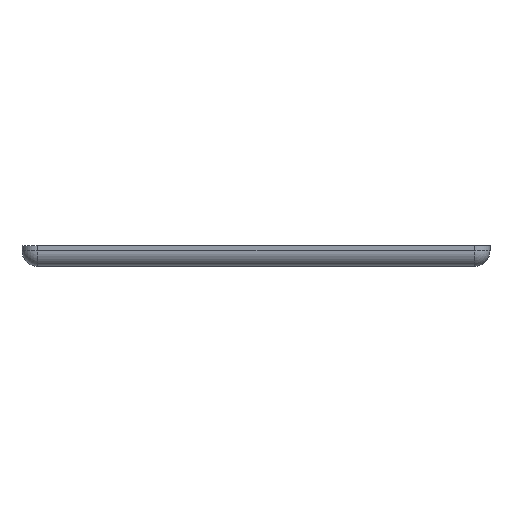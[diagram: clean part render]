
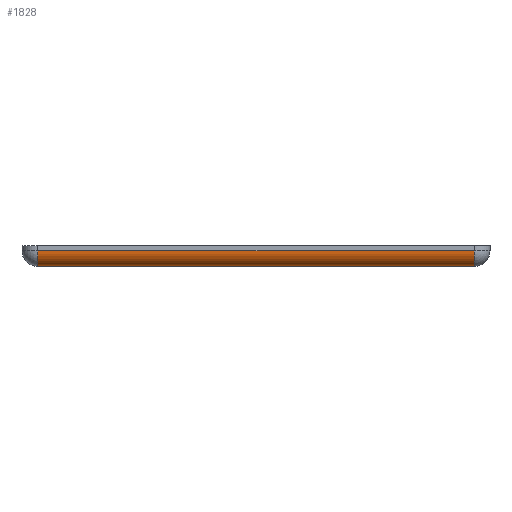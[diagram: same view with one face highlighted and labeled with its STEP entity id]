
A CAD part, left-side view. The second image highlights one B-rep face of the part: STEP entity #1828.
In plain terms, the highlighted cylindrical face has radius 1.5 mm (diameter 3 mm), a partial arc.
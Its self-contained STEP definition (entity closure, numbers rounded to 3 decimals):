
#300 = PLANE('',#301);
#301 = AXIS2_PLACEMENT_3D('',#302,#303,#304);
#302 = CARTESIAN_POINT('',(-39.75,-29.15,-14.));
#303 = DIRECTION('',(1.,0.,0.));
#304 = DIRECTION('',(0.,1.,0.));
#671 = VERTEX_POINT('',#672);
#672 = CARTESIAN_POINT('',(-39.75,-27.65,-14.5));
#708 = SPHERICAL_SURFACE('',#709,1.5);
#709 = AXIS2_PLACEMENT_3D('',#710,#711,#712);
#710 = CARTESIAN_POINT('',(-38.25,-27.65,-14.5));
#711 = DIRECTION('',(1.,0.,0.));
#712 = DIRECTION('',(0.,0.,-1.));
#781 = VERTEX_POINT('',#782);
#782 = CARTESIAN_POINT('',(-38.25,-27.65,-16.));
#820 = PLANE('',#821);
#821 = AXIS2_PLACEMENT_3D('',#822,#823,#824);
#822 = CARTESIAN_POINT('',(-2.75,-6.675,-16.));
#823 = DIRECTION('',(0.,0.,1.));
#824 = DIRECTION('',(1.,0.,0.));
#859 = EDGE_CURVE('',#671,#860,#862,.T.);
#860 = VERTEX_POINT('',#861);
#861 = CARTESIAN_POINT('',(-39.75,14.3,-14.5));
#862 = SURFACE_CURVE('',#863,(#867,#874),.PCURVE_S1.);
#863 = LINE('',#864,#865);
#864 = CARTESIAN_POINT('',(-39.75,-29.15,-14.5));
#865 = VECTOR('',#866,1.);
#866 = DIRECTION('',(0.,1.,0.));
#867 = PCURVE('',#300,#868);
#868 = DEFINITIONAL_REPRESENTATION('',(#869),#873);
#869 = LINE('',#870,#871);
#870 = CARTESIAN_POINT('',(0.,-0.5));
#871 = VECTOR('',#872,1.);
#872 = DIRECTION('',(1.,0.));
#873 = ( GEOMETRIC_REPRESENTATION_CONTEXT(2) 
PARAMETRIC_REPRESENTATION_CONTEXT() REPRESENTATION_CONTEXT('2D SPACE',''
  ) );
#874 = PCURVE('',#875,#880);
#875 = CYLINDRICAL_SURFACE('',#876,1.5);
#876 = AXIS2_PLACEMENT_3D('',#877,#878,#879);
#877 = CARTESIAN_POINT('',(-38.25,-29.15,-14.5));
#878 = DIRECTION('',(0.,1.,0.));
#879 = DIRECTION('',(-1.,0.,-0.));
#880 = DEFINITIONAL_REPRESENTATION('',(#881),#885);
#881 = LINE('',#882,#883);
#882 = CARTESIAN_POINT('',(-0.,0.));
#883 = VECTOR('',#884,1.);
#884 = DIRECTION('',(-0.,1.));
#885 = ( GEOMETRIC_REPRESENTATION_CONTEXT(2) 
PARAMETRIC_REPRESENTATION_CONTEXT() REPRESENTATION_CONTEXT('2D SPACE',''
  ) );
#1004 = SPHERICAL_SURFACE('',#1005,1.5);
#1005 = AXIS2_PLACEMENT_3D('',#1006,#1007,#1008);
#1006 = CARTESIAN_POINT('',(-38.25,14.3,-14.5));
#1007 = DIRECTION('',(0.,-1.,0.));
#1008 = DIRECTION('',(0.,0.,-1.));
#1689 = EDGE_CURVE('',#671,#781,#1690,.T.);
#1690 = SURFACE_CURVE('',#1691,(#1696,#1703),.PCURVE_S1.);
#1691 = CIRCLE('',#1692,1.5);
#1692 = AXIS2_PLACEMENT_3D('',#1693,#1694,#1695);
#1693 = CARTESIAN_POINT('',(-38.25,-27.65,-14.5));
#1694 = DIRECTION('',(0.,-1.,0.));
#1695 = DIRECTION('',(0.,0.,-1.));
#1696 = PCURVE('',#708,#1697);
#1697 = DEFINITIONAL_REPRESENTATION('',(#1698),#1702);
#1698 = LINE('',#1699,#1700);
#1699 = CARTESIAN_POINT('',(-0.,-6.283));
#1700 = VECTOR('',#1701,1.);
#1701 = DIRECTION('',(-0.,1.));
#1702 = ( GEOMETRIC_REPRESENTATION_CONTEXT(2) 
PARAMETRIC_REPRESENTATION_CONTEXT() REPRESENTATION_CONTEXT('2D SPACE',''
  ) );
#1703 = PCURVE('',#875,#1704);
#1704 = DEFINITIONAL_REPRESENTATION('',(#1705),#1709);
#1705 = LINE('',#1706,#1707);
#1706 = CARTESIAN_POINT('',(4.712,1.5));
#1707 = VECTOR('',#1708,1.);
#1708 = DIRECTION('',(-1.,0.));
#1709 = ( GEOMETRIC_REPRESENTATION_CONTEXT(2) 
PARAMETRIC_REPRESENTATION_CONTEXT() REPRESENTATION_CONTEXT('2D SPACE',''
  ) );
#1767 = VERTEX_POINT('',#1768);
#1768 = CARTESIAN_POINT('',(-38.25,14.3,-16.));
#1789 = EDGE_CURVE('',#781,#1767,#1790,.T.);
#1790 = SURFACE_CURVE('',#1791,(#1795,#1802),.PCURVE_S1.);
#1791 = LINE('',#1792,#1793);
#1792 = CARTESIAN_POINT('',(-38.25,-29.15,-16.));
#1793 = VECTOR('',#1794,1.);
#1794 = DIRECTION('',(0.,1.,0.));
#1795 = PCURVE('',#820,#1796);
#1796 = DEFINITIONAL_REPRESENTATION('',(#1797),#1801);
#1797 = LINE('',#1798,#1799);
#1798 = CARTESIAN_POINT('',(-35.5,-22.475));
#1799 = VECTOR('',#1800,1.);
#1800 = DIRECTION('',(0.,1.));
#1801 = ( GEOMETRIC_REPRESENTATION_CONTEXT(2) 
PARAMETRIC_REPRESENTATION_CONTEXT() REPRESENTATION_CONTEXT('2D SPACE',''
  ) );
#1802 = PCURVE('',#875,#1803);
#1803 = DEFINITIONAL_REPRESENTATION('',(#1804),#1808);
#1804 = LINE('',#1805,#1806);
#1805 = CARTESIAN_POINT('',(-1.571,0.));
#1806 = VECTOR('',#1807,1.);
#1807 = DIRECTION('',(-0.,1.));
#1808 = ( GEOMETRIC_REPRESENTATION_CONTEXT(2) 
PARAMETRIC_REPRESENTATION_CONTEXT() REPRESENTATION_CONTEXT('2D SPACE',''
  ) );
#1828 = ADVANCED_FACE('',(#1829),#875,.T.);
#1829 = FACE_BOUND('',#1830,.F.);
#1830 = EDGE_LOOP('',(#1831,#1832,#1833,#1855));
#1831 = ORIENTED_EDGE('',*,*,#1689,.T.);
#1832 = ORIENTED_EDGE('',*,*,#1789,.T.);
#1833 = ORIENTED_EDGE('',*,*,#1834,.T.);
#1834 = EDGE_CURVE('',#1767,#860,#1835,.T.);
#1835 = SURFACE_CURVE('',#1836,(#1841,#1848),.PCURVE_S1.);
#1836 = CIRCLE('',#1837,1.5);
#1837 = AXIS2_PLACEMENT_3D('',#1838,#1839,#1840);
#1838 = CARTESIAN_POINT('',(-38.25,14.3,-14.5));
#1839 = DIRECTION('',(0.,1.,0.));
#1840 = DIRECTION('',(0.,0.,-1.));
#1841 = PCURVE('',#875,#1842);
#1842 = DEFINITIONAL_REPRESENTATION('',(#1843),#1847);
#1843 = LINE('',#1844,#1845);
#1844 = CARTESIAN_POINT('',(-1.571,43.45));
#1845 = VECTOR('',#1846,1.);
#1846 = DIRECTION('',(1.,-0.));
#1847 = ( GEOMETRIC_REPRESENTATION_CONTEXT(2) 
PARAMETRIC_REPRESENTATION_CONTEXT() REPRESENTATION_CONTEXT('2D SPACE',''
  ) );
#1848 = PCURVE('',#1004,#1849);
#1849 = DEFINITIONAL_REPRESENTATION('',(#1850),#1854);
#1850 = LINE('',#1851,#1852);
#1851 = CARTESIAN_POINT('',(-0.,0.));
#1852 = VECTOR('',#1853,1.);
#1853 = DIRECTION('',(-1.,0.));
#1854 = ( GEOMETRIC_REPRESENTATION_CONTEXT(2) 
PARAMETRIC_REPRESENTATION_CONTEXT() REPRESENTATION_CONTEXT('2D SPACE',''
  ) );
#1855 = ORIENTED_EDGE('',*,*,#859,.F.);
